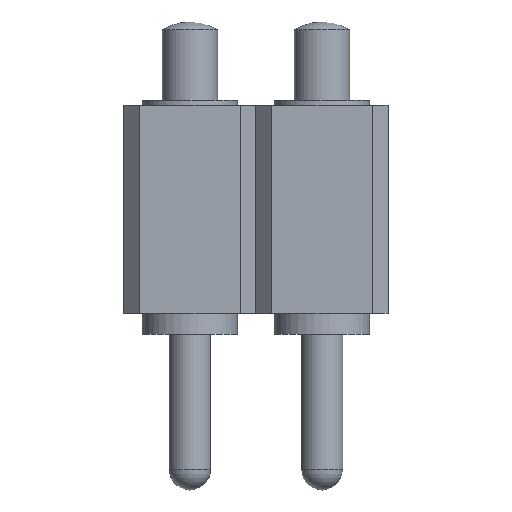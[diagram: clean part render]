
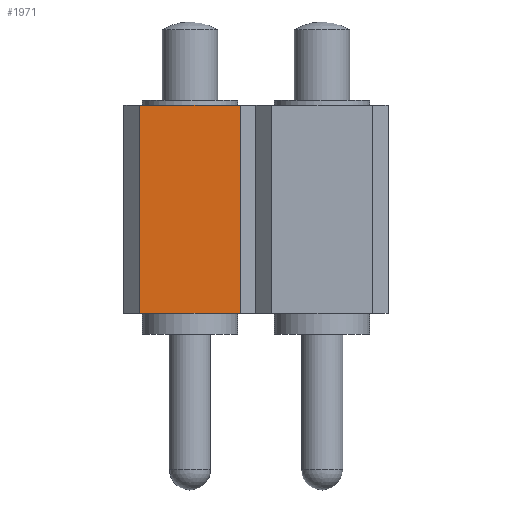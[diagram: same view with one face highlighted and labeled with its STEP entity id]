
A CAD part, left-side view. The second image highlights one B-rep face of the part: STEP entity #1971.
In plain terms, the highlighted planar face has unit normal (-1, 0, 0).
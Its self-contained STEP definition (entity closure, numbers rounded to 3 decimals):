
#89=PLANE('',#2223);
#172=LINE('',#3211,#340);
#215=LINE('',#3296,#383);
#216=LINE('',#3299,#384);
#217=LINE('',#3300,#385);
#340=VECTOR('',#2670,10.);
#383=VECTOR('',#2715,10.);
#384=VECTOR('',#2718,10.);
#385=VECTOR('',#2719,10.);
#591=FACE_OUTER_BOUND('',#745,.T.);
#745=EDGE_LOOP('',(#1645,#1646,#1647,#1648));
#984=VERTEX_POINT('',#3208);
#985=VERTEX_POINT('',#3210);
#1026=VERTEX_POINT('',#3294);
#1027=VERTEX_POINT('',#3298);
#1204=EDGE_CURVE('',#984,#985,#172,.T.);
#1247=EDGE_CURVE('',#1026,#984,#215,.T.);
#1248=EDGE_CURVE('',#1027,#1026,#216,.T.);
#1249=EDGE_CURVE('',#985,#1027,#217,.T.);
#1645=ORIENTED_EDGE('',*,*,#1247,.F.);
#1646=ORIENTED_EDGE('',*,*,#1248,.F.);
#1647=ORIENTED_EDGE('',*,*,#1249,.F.);
#1648=ORIENTED_EDGE('',*,*,#1204,.F.);
#1971=ADVANCED_FACE('',(#591),#89,.T.);
#2223=AXIS2_PLACEMENT_3D('',#3297,#2716,#2717);
#2670=DIRECTION('',(0.,-1.,0.));
#2715=DIRECTION('',(0.,0.,1.));
#2716=DIRECTION('center_axis',(-1.,0.,0.));
#2717=DIRECTION('ref_axis',(0.,-1.,0.));
#2718=DIRECTION('',(0.,1.,0.));
#2719=DIRECTION('',(0.,0.,-1.));
#3208=CARTESIAN_POINT('',(-1.27,0.97,4.4));
#3210=CARTESIAN_POINT('',(-1.27,-0.97,4.4));
#3211=CARTESIAN_POINT('',(-1.27,0.635,4.4));
#3294=CARTESIAN_POINT('',(-1.27,0.97,0.4));
#3296=CARTESIAN_POINT('',(-1.27,0.97,0.4));
#3297=CARTESIAN_POINT('Origin',(-1.27,1.27,0.4));
#3298=CARTESIAN_POINT('',(-1.27,-0.97,0.4));
#3299=CARTESIAN_POINT('',(-1.27,0.635,0.4));
#3300=CARTESIAN_POINT('',(-1.27,-0.97,0.4));
